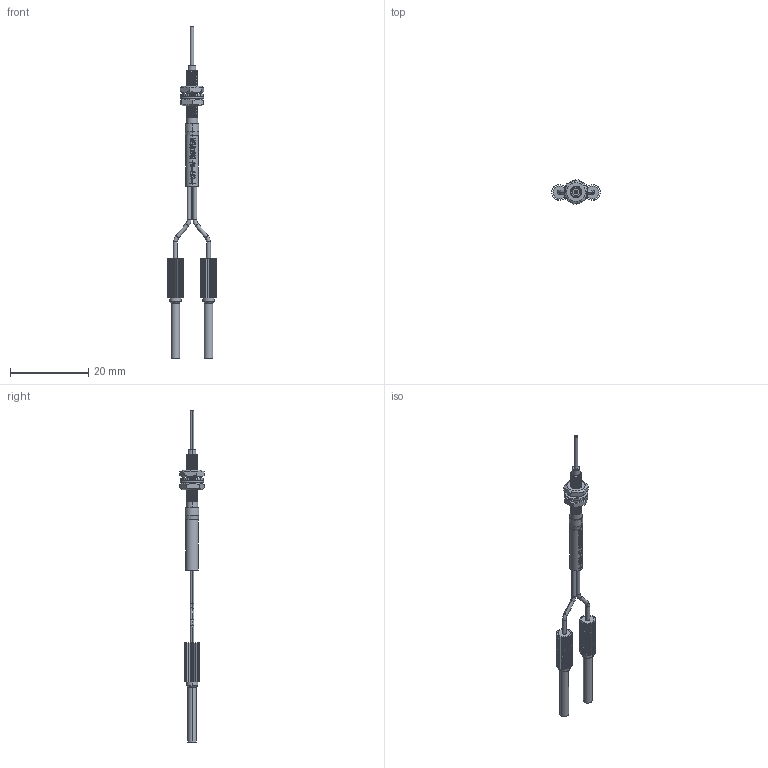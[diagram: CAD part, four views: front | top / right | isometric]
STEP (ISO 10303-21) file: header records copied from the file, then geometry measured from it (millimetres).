
FILE_DESCRIPTION (( 'STEP AP203' ), '1' );
FILE_NAME ('PD-E32-I.STEP', '2018-08-02T07:01:02', ( 'XiaZaiMa.COM' ), ( 'Win10NeT.COM' ), 'SwSTEP 2.0', 'SolidWorks 2016', '' );
FILE_SCHEMA (( 'CONFIG_CONTROL_DESIGN' ));
Length unit declared in the file: millimetre
Products named in the file (5): lock washers internal teeth gb_GB_LOCK_WASHERS_TYPE1 3; PD-E32-I; 3.0热缩管; hex thin nuts-grades ab-chamfered gb_GB_FASTENER_NUT_STNAB M3-N
Assembly tree (6 placements, depth 2):
  PD-E32-I
    PD-E32-I
    lock washers internal teeth gb_GB_LOCK_WASHERS_TYPE1 3  x2
    hex thin nuts-grades ab-chamfered gb_GB_FASTENER_NUT_STNAB M3-N  x2
    3.0热缩管
Bounding box: 12.47 x 6.33 x 84.9 mm (x, y, z)
Volume: 595.5 mm3; surface area: 1864.6 mm2
Topology: 6 solids, 6 shells, 763 faces, 2143 edges, 1413 vertices
Faces by surface type: plane 382, cylinder 195, bspline 154, cone 24, torus 8
Entity records: 32772 total; most frequent: CARTESIAN_POINT 15426, ORIENTED_EDGE 4032, DIRECTION 2816, EDGE_CURVE 2016, VERTEX_POINT 1331, VECTOR 1098, LINE 1098, AXIS2_PLACEMENT_3D 859
